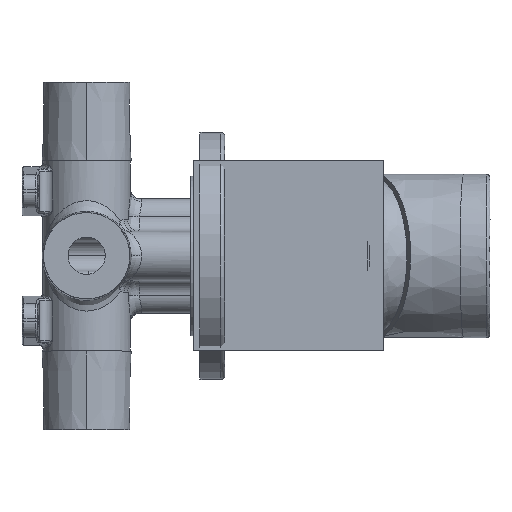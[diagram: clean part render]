
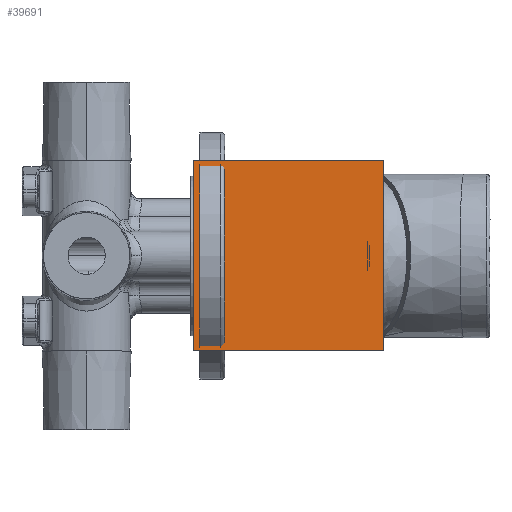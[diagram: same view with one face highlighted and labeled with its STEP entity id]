
A CAD part, top view. The second image highlights one B-rep face of the part: STEP entity #39691.
In plain terms, the highlighted face is planar.
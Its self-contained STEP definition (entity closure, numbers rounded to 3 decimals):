
#39576=DIRECTION('',(0.,0.,1.));
#39577=VECTOR('',#39576,50.);
#39578=CARTESIAN_POINT('',(0.,0.1,-25.));
#39579=LINE('',#39578,#39577);
#39580=DIRECTION('',(-1.,0.,0.));
#39581=VECTOR('',#39580,50.);
#39582=CARTESIAN_POINT('',(50.,0.1,-25.));
#39583=LINE('',#39582,#39581);
#39584=DIRECTION('',(0.,0.,-1.));
#39585=VECTOR('',#39584,50.);
#39586=CARTESIAN_POINT('',(50.,0.1,25.));
#39587=LINE('',#39586,#39585);
#39588=DIRECTION('',(1.,0.,0.));
#39589=VECTOR('',#39588,50.);
#39590=CARTESIAN_POINT('',(0.,0.1,25.));
#39591=LINE('',#39590,#39589);
#39600=CARTESIAN_POINT('',(0.,0.1,-25.));
#39601=CARTESIAN_POINT('',(0.,0.1,25.));
#39602=VERTEX_POINT('',#39600);
#39603=VERTEX_POINT('',#39601);
#39604=CARTESIAN_POINT('',(50.,0.1,25.));
#39605=VERTEX_POINT('',#39604);
#39606=CARTESIAN_POINT('',(50.,0.1,-25.));
#39607=VERTEX_POINT('',#39606);
#39680=CARTESIAN_POINT('',(0.,0.1,0.));
#39681=DIRECTION('',(0.,1.,0.));
#39682=DIRECTION('',(1.,0.,0.));
#39683=AXIS2_PLACEMENT_3D('',#39680,#39681,#39682);
#39684=PLANE('',#39683);
#39685=ORIENTED_EDGE('',*,*,#39632,.F.);
#39686=ORIENTED_EDGE('',*,*,#39647,.F.);
#39687=ORIENTED_EDGE('',*,*,#39661,.F.);
#39688=ORIENTED_EDGE('',*,*,#39674,.F.);
#39689=EDGE_LOOP('',(#39685,#39686,#39687,#39688));
#39690=FACE_OUTER_BOUND('',#39689,.F.);
#39691=ADVANCED_FACE('',(#39690),#39684,.T.);
#39632=EDGE_CURVE('',#39602,#39603,#39579,.T.);
#39647=EDGE_CURVE('',#39607,#39602,#39583,.T.);
#39661=EDGE_CURVE('',#39605,#39607,#39587,.T.);
#39674=EDGE_CURVE('',#39603,#39605,#39591,.T.);
